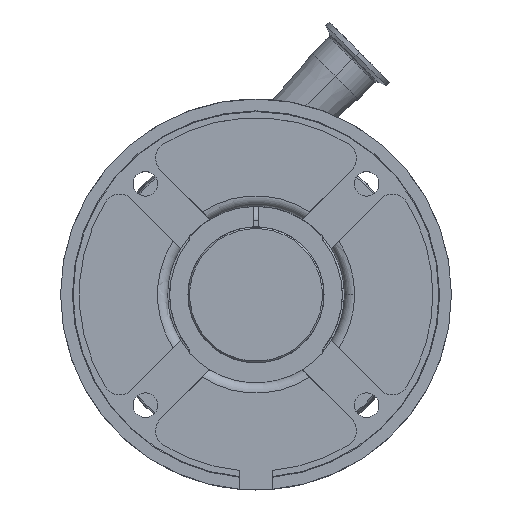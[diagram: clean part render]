
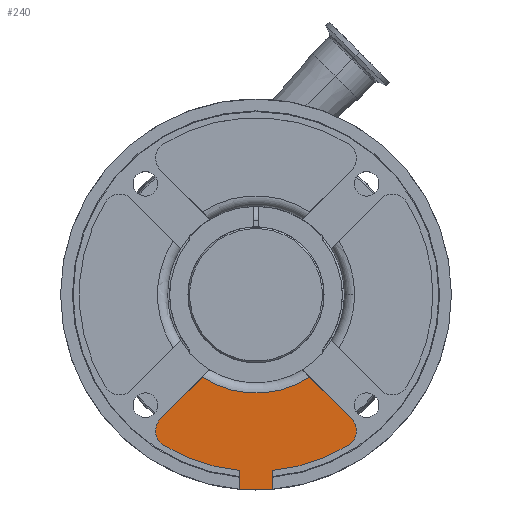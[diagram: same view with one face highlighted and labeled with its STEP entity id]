
A CAD part, top view. The second image highlights one B-rep face of the part: STEP entity #240.
In plain terms, the highlighted planar face has unit normal (0, 0, 1).
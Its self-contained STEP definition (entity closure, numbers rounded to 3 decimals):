
#17 = DIRECTION ( 'NONE',  ( 0., 0., 1. ) ) ;
#164 = CARTESIAN_POINT ( 'NONE',  ( 0., 0., -12. ) ) ;
#240 = ADVANCED_FACE ( 'NONE', ( #8816 ), #4168, .T. ) ;
#269 = DIRECTION ( 'NONE',  ( 0., 1., 0. ) ) ;
#340 = AXIS2_PLACEMENT_3D ( 'NONE', #6530, #6346, #11890 ) ;
#359 = DIRECTION ( 'NONE',  ( -0.707, 0.707, 0. ) ) ;
#387 = VECTOR ( 'NONE', #359, 1000. ) ;
#429 = EDGE_CURVE ( 'NONE', #4473, #694, #1120, .T. ) ;
#456 = VERTEX_POINT ( 'NONE', #9608 ) ;
#553 = DIRECTION ( 'NONE',  ( 1., 0., 0. ) ) ;
#686 = DIRECTION ( 'NONE',  ( 0., 0., 1. ) ) ;
#694 = VERTEX_POINT ( 'NONE', #748 ) ;
#748 = CARTESIAN_POINT ( 'NONE',  ( -56.137, -73.107, -12. ) ) ;
#835 = CIRCLE ( 'NONE', #2387, 10. ) ;
#957 = DIRECTION ( 'NONE',  ( 0., 0., 1. ) ) ;
#983 = EDGE_CURVE ( 'NONE', #456, #5331, #5635, .T. ) ;
#1032 = DIRECTION ( 'NONE',  ( 0., 0., 1. ) ) ;
#1111 = ORIENTED_EDGE ( 'NONE', *, *, #1469, .F. ) ;
#1120 = LINE ( 'NONE', #5003, #8372 ) ;
#1349 = CARTESIAN_POINT ( 'NONE',  ( 9.75, -103.542, -12. ) ) ;
#1469 = EDGE_CURVE ( 'NONE', #10798, #3883, #10552, .T. ) ;
#1490 = EDGE_CURVE ( 'NONE', #7576, #4473, #4303, .T. ) ;
#1574 = CARTESIAN_POINT ( 'NONE',  ( -31.64, -48.61, -12. ) ) ;
#1745 = DIRECTION ( 'NONE',  ( 1., 0., 0. ) ) ;
#1771 = DIRECTION ( 'NONE',  ( 1., 0., 0. ) ) ;
#1778 = EDGE_CURVE ( 'NONE', #7441, #10100, #4325, .T. ) ;
#1933 = ORIENTED_EDGE ( 'NONE', *, *, #983, .F. ) ;
#2012 = CARTESIAN_POINT ( 'NONE',  ( 49.066, -80.178, -12. ) ) ;
#2153 = VECTOR ( 'NONE', #269, 1000. ) ;
#2164 = EDGE_CURVE ( 'NONE', #10798, #7441, #3943, .T. ) ;
#2179 = ORIENTED_EDGE ( 'NONE', *, *, #10558, .T. ) ;
#2194 = CARTESIAN_POINT ( 'NONE',  ( -9.75, -103.542, -12. ) ) ;
#2260 = CARTESIAN_POINT ( 'NONE',  ( 27.292, -44.262, -12. ) ) ;
#2314 = ORIENTED_EDGE ( 'NONE', *, *, #1490, .T. ) ;
#2326 = CARTESIAN_POINT ( 'NONE',  ( -54.285, -88.708, -12. ) ) ;
#2387 = AXIS2_PLACEMENT_3D ( 'NONE', #6098, #686, #9833 ) ;
#2802 = DIRECTION ( 'NONE',  ( 1., 0., 0. ) ) ;
#2886 = CIRCLE ( 'NONE', #340, 10. ) ;
#3292 = DIRECTION ( 'NONE',  ( 0., -1., 0. ) ) ;
#3377 = CARTESIAN_POINT ( 'NONE',  ( 9.75, -114.586, -12. ) ) ;
#3883 = VERTEX_POINT ( 'NONE', #3377 ) ;
#3943 = CIRCLE ( 'NONE', #9025, 104. ) ;
#4096 = CARTESIAN_POINT ( 'NONE',  ( 0., 0., -12. ) ) ;
#4168 = PLANE ( 'NONE',  #5510 ) ;
#4272 = DIRECTION ( 'NONE',  ( 0., 0., -1. ) ) ;
#4303 = CIRCLE ( 'NONE', #11106, 58. ) ;
#4325 = CIRCLE ( 'NONE', #10551, 10. ) ;
#4411 = ORIENTED_EDGE ( 'NONE', *, *, #429, .T. ) ;
#4473 = VERTEX_POINT ( 'NONE', #1574 ) ;
#4577 = EDGE_LOOP ( 'NONE', ( #5393, #2314, #4411, #7843, #2179, #1933, #11884, #1111, #6942, #8413, #9020 ) ) ;
#4674 = AXIS2_PLACEMENT_3D ( 'NONE', #4096, #4272, #6106 ) ;
#4724 = CARTESIAN_POINT ( 'NONE',  ( -9.75, -114.586, -12. ) ) ;
#4883 = CARTESIAN_POINT ( 'NONE',  ( 0., 0., -12. ) ) ;
#5003 = CARTESIAN_POINT ( 'NONE',  ( -56.137, -73.107, -12. ) ) ;
#5331 = VERTEX_POINT ( 'NONE', #2194 ) ;
#5393 = ORIENTED_EDGE ( 'NONE', *, *, #9231, .T. ) ;
#5483 = VECTOR ( 'NONE', #3292, 1000. ) ;
#5510 = AXIS2_PLACEMENT_3D ( 'NONE', #7891, #17, #7325 ) ;
#5635 = LINE ( 'NONE', #4724, #2153 ) ;
#5709 = EDGE_CURVE ( 'NONE', #10100, #6425, #835, .T. ) ;
#5713 = VERTEX_POINT ( 'NONE', #2326 ) ;
#5908 = LINE ( 'NONE', #2260, #387 ) ;
#6098 = CARTESIAN_POINT ( 'NONE',  ( 49.066, -80.178, -12. ) ) ;
#6106 = DIRECTION ( 'NONE',  ( 1., 0., 0. ) ) ;
#6110 = CARTESIAN_POINT ( 'NONE',  ( 56.137, -73.107, -12. ) ) ;
#6346 = DIRECTION ( 'NONE',  ( 0., 0., 1. ) ) ;
#6425 = VERTEX_POINT ( 'NONE', #6110 ) ;
#6479 = EDGE_CURVE ( 'NONE', #694, #5713, #2886, .T. ) ;
#6530 = CARTESIAN_POINT ( 'NONE',  ( -49.066, -80.178, -12. ) ) ;
#6942 = ORIENTED_EDGE ( 'NONE', *, *, #2164, .T. ) ;
#7325 = DIRECTION ( 'NONE',  ( -1., 0., 0. ) ) ;
#7441 = VERTEX_POINT ( 'NONE', #9671 ) ;
#7572 = DIRECTION ( 'NONE',  ( -0.707, -0.707, 0. ) ) ;
#7576 = VERTEX_POINT ( 'NONE', #11096 ) ;
#7843 = ORIENTED_EDGE ( 'NONE', *, *, #6479, .T. ) ;
#7891 = CARTESIAN_POINT ( 'NONE',  ( 0., 0., -12. ) ) ;
#8084 = CARTESIAN_POINT ( 'NONE',  ( 9.75, -103.542, -12. ) ) ;
#8175 = AXIS2_PLACEMENT_3D ( 'NONE', #11918, #957, #1745 ) ;
#8372 = VECTOR ( 'NONE', #7572, 1000. ) ;
#8373 = CIRCLE ( 'NONE', #4674, 115. ) ;
#8413 = ORIENTED_EDGE ( 'NONE', *, *, #1778, .T. ) ;
#8615 = DIRECTION ( 'NONE',  ( 0., 0., -1. ) ) ;
#8751 = CIRCLE ( 'NONE', #8175, 104. ) ;
#8816 = FACE_OUTER_BOUND ( 'NONE', #4577, .T. ) ;
#9020 = ORIENTED_EDGE ( 'NONE', *, *, #5709, .T. ) ;
#9025 = AXIS2_PLACEMENT_3D ( 'NONE', #164, #1032, #2802 ) ;
#9231 = EDGE_CURVE ( 'NONE', #6425, #7576, #5908, .T. ) ;
#9608 = CARTESIAN_POINT ( 'NONE',  ( -9.75, -114.586, -12. ) ) ;
#9671 = CARTESIAN_POINT ( 'NONE',  ( 54.285, -88.708, -12. ) ) ;
#9833 = DIRECTION ( 'NONE',  ( 1., 0., 0. ) ) ;
#9915 = CARTESIAN_POINT ( 'NONE',  ( 59.066, -80.178, -12. ) ) ;
#10100 = VERTEX_POINT ( 'NONE', #9915 ) ;
#10551 = AXIS2_PLACEMENT_3D ( 'NONE', #2012, #11210, #1771 ) ;
#10552 = LINE ( 'NONE', #1349, #5483 ) ;
#10558 = EDGE_CURVE ( 'NONE', #5713, #5331, #8751, .T. ) ;
#10798 = VERTEX_POINT ( 'NONE', #8084 ) ;
#11078 = EDGE_CURVE ( 'NONE', #3883, #456, #8373, .T. ) ;
#11096 = CARTESIAN_POINT ( 'NONE',  ( 31.64, -48.61, -12. ) ) ;
#11106 = AXIS2_PLACEMENT_3D ( 'NONE', #4883, #8615, #553 ) ;
#11210 = DIRECTION ( 'NONE',  ( 0., 0., 1. ) ) ;
#11884 = ORIENTED_EDGE ( 'NONE', *, *, #11078, .F. ) ;
#11890 = DIRECTION ( 'NONE',  ( -1., 0., 0. ) ) ;
#11918 = CARTESIAN_POINT ( 'NONE',  ( 0., 0., -12. ) ) ;
